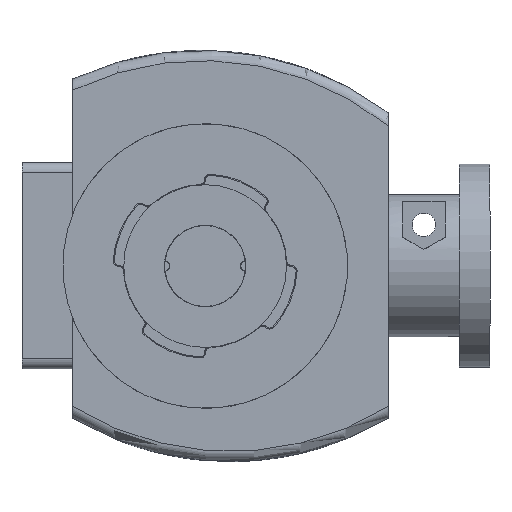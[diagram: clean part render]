
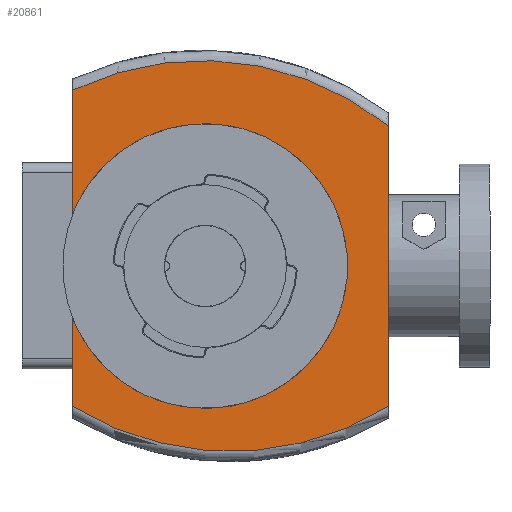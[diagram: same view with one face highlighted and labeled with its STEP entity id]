
A CAD part, left-side view. The second image highlights one B-rep face of the part: STEP entity #20861.
In plain terms, the highlighted planar face has unit normal (-1, 0, 0).
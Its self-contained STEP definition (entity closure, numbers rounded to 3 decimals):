
#119=PLANE('',#22114);
#1171=CIRCLE('',#22113,14.);
#1172=CIRCLE('',#22115,29.27);
#1173=CIRCLE('',#22116,29.27);
#1452=FACE_OUTER_BOUND('',#2536,.T.);
#2536=EDGE_LOOP('',(#14805,#14806,#14807,#14808,#14809,#14810));
#3630=LINE('',#30224,#6376);
#3634=LINE('',#30276,#6380);
#3638=LINE('',#30286,#6384);
#6376=VECTOR('',#23773,10.);
#6380=VECTOR('',#23777,10.);
#6384=VECTOR('',#23789,10.);
#9283=VERTEX_POINT('',#30221);
#9284=VERTEX_POINT('',#30223);
#9291=VERTEX_POINT('',#30264);
#9292=VERTEX_POINT('',#30275);
#9293=VERTEX_POINT('',#30283);
#9294=VERTEX_POINT('',#30285);
#11452=EDGE_CURVE('',#9284,#9283,#3630,.T.);
#11460=EDGE_CURVE('',#9292,#9291,#3634,.T.);
#11464=EDGE_CURVE('',#9283,#9292,#1171,.T.);
#11465=EDGE_CURVE('',#9293,#9291,#1172,.T.);
#11466=EDGE_CURVE('',#9294,#9293,#3638,.T.);
#11467=EDGE_CURVE('',#9284,#9294,#1173,.T.);
#14805=ORIENTED_EDGE('',*,*,#11464,.T.);
#14806=ORIENTED_EDGE('',*,*,#11460,.T.);
#14807=ORIENTED_EDGE('',*,*,#11465,.F.);
#14808=ORIENTED_EDGE('',*,*,#11466,.F.);
#14809=ORIENTED_EDGE('',*,*,#11467,.F.);
#14810=ORIENTED_EDGE('',*,*,#11452,.T.);
#20861=ADVANCED_FACE('',(#1452),#119,.T.);
#22113=AXIS2_PLACEMENT_3D('',#30281,#23783,#23784);
#22114=AXIS2_PLACEMENT_3D('',#30282,#23785,#23786);
#22115=AXIS2_PLACEMENT_3D('',#30284,#23787,#23788);
#22116=AXIS2_PLACEMENT_3D('',#30287,#23790,#23791);
#23773=DIRECTION('',(0.,0.,-1.));
#23777=DIRECTION('',(0.,0.,-1.));
#23783=DIRECTION('center_axis',(1.,0.,0.));
#23784=DIRECTION('ref_axis',(0.,0.,1.));
#23785=DIRECTION('center_axis',(-1.,0.,0.));
#23786=DIRECTION('ref_axis',(0.,0.,1.));
#23787=DIRECTION('center_axis',(1.,0.,0.));
#23788=DIRECTION('ref_axis',(0.,0.,-1.));
#23789=DIRECTION('',(0.,0.,-1.));
#23790=DIRECTION('center_axis',(1.,0.,0.));
#23791=DIRECTION('ref_axis',(0.,-0.107,0.994));
#30221=CARTESIAN_POINT('',(-14.,31.,5.148));
#30223=CARTESIAN_POINT('',(-14.,31.,17.24));
#30224=CARTESIAN_POINT('',(-14.,31.,18.346));
#30264=CARTESIAN_POINT('',(-14.,31.,-13.829));
#30275=CARTESIAN_POINT('',(-14.,31.,-5.244));
#30276=CARTESIAN_POINT('',(-14.,31.,18.346));
#30281=CARTESIAN_POINT('Origin',(-14.,18.,-0.048));
#30282=CARTESIAN_POINT('Origin',(-14.,0.,-15.));
#30283=CARTESIAN_POINT('',(-14.,0.,-13.829));
#30284=CARTESIAN_POINT('Origin',(-14.,15.5,11.));
#30285=CARTESIAN_POINT('',(-14.,0.,13.733));
#30286=CARTESIAN_POINT('',(-14.,0.,15.));
#30287=CARTESIAN_POINT('Origin',(-14.,18.284,-9.123));
